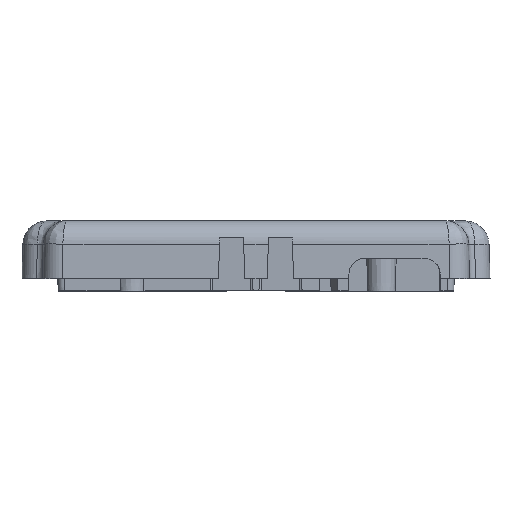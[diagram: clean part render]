
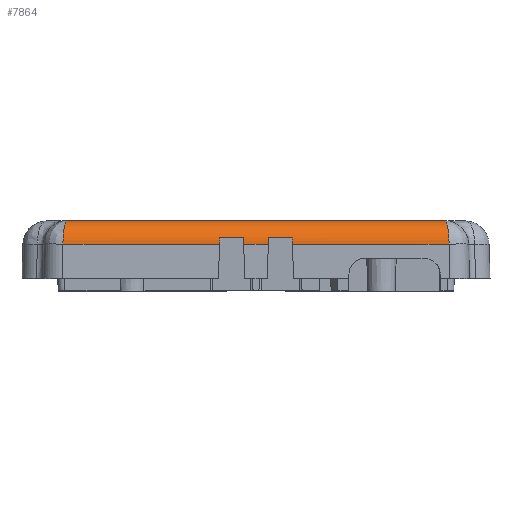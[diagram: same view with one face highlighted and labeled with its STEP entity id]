
A CAD part, top view. The second image highlights one B-rep face of the part: STEP entity #7864.
In plain terms, the highlighted cylindrical face has radius 2.95 mm (diameter 5.9 mm), a partial arc.
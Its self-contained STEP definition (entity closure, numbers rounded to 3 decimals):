
#106 = EDGE_CURVE ( 'NONE', #3602, #3385, #4330, .T. ) ;
#112 = CARTESIAN_POINT ( 'NONE',  ( 1.52, 3.283, -0.164 ) ) ;
#282 = CARTESIAN_POINT ( 'NONE',  ( 0., 2.65, -3.058 ) ) ;
#298 =( BOUNDED_CURVE ( )  B_SPLINE_CURVE ( 3, ( #3471, #6079, #2294, #988 ),
 .UNSPECIFIED., .F., .T. ) 
 B_SPLINE_CURVE_WITH_KNOTS ( ( 4, 4 ),
 ( 3.168, 4.712 ),
 .UNSPECIFIED. ) 
 CURVE ( )  GEOMETRIC_REPRESENTATION_ITEM ( )  RATIONAL_B_SPLINE_CURVE ( ( 1., 0.811, 0.811, 1. ) ) 
 REPRESENTATION_ITEM ( '' )  );
#554 = CARTESIAN_POINT ( 'NONE',  ( -23.718, 2.727, -0.109 ) ) ;
#563 = CARTESIAN_POINT ( 'NONE',  ( 23.718, 2.727, -0.109 ) ) ;
#927 = VERTEX_POINT ( 'NONE', #7050 ) ;
#988 = CARTESIAN_POINT ( 'NONE',  ( -23.169, 5.6, -3.058 ) ) ;
#994 =( BOUNDED_CURVE ( )  B_SPLINE_CURVE ( 3, ( #3814, #112, #2633, #8314 ),
 .UNSPECIFIED., .F., .T. ) 
 B_SPLINE_CURVE_WITH_KNOTS ( ( 4, 4 ),
 ( 1.261, 1.545 ),
 .UNSPECIFIED. ) 
 CURVE ( )  GEOMETRIC_REPRESENTATION_ITEM ( )  RATIONAL_B_SPLINE_CURVE ( ( 1., 0.993, 0.993, 1. ) ) 
 REPRESENTATION_ITEM ( '' )  );
#1009 = ORIENTED_EDGE ( 'NONE', *, *, #1111, .F. ) ;
#1105 =( BOUNDED_CURVE ( )  B_SPLINE_CURVE ( 3, ( #7679, #6974, #5778, #7721 ),
 .UNSPECIFIED., .F., .T. ) 
 B_SPLINE_CURVE_WITH_KNOTS ( ( 4, 4 ),
 ( 1.261, 1.545 ),
 .UNSPECIFIED. ) 
 CURVE ( )  GEOMETRIC_REPRESENTATION_ITEM ( )  RATIONAL_B_SPLINE_CURVE ( ( 1., 0.993, 0.993, 1. ) ) 
 REPRESENTATION_ITEM ( '' )  );
#1111 = EDGE_CURVE ( 'NONE', #6393, #8324, #1583, .T. ) ;
#1135 = CARTESIAN_POINT ( 'NONE',  ( -23.169, 5.6, -3.058 ) ) ;
#1189 = VERTEX_POINT ( 'NONE', #3601 ) ;
#1239 = CARTESIAN_POINT ( 'NONE',  ( 0., 2.727, -0.109 ) ) ;
#1348 = CARTESIAN_POINT ( 'NONE',  ( 4.47, 3.549, -0.249 ) ) ;
#1574 = CARTESIAN_POINT ( 'NONE',  ( 23.71, 4.419, -0.154 ) ) ;
#1583 = LINE ( 'NONE', #3472, #6053 ) ;
#1658 = EDGE_CURVE ( 'NONE', #7026, #6393, #298, .T. ) ;
#1681 = CARTESIAN_POINT ( 'NONE',  ( 4.477, 3.283, -0.164 ) ) ;
#1744 = EDGE_CURVE ( 'NONE', #3385, #4308, #6203, .T. ) ;
#1990 = DIRECTION ( 'NONE',  ( -1., 0., 0. ) ) ;
#2003 = EDGE_LOOP ( 'NONE', ( #4956, #1009, #5069, #3598, #6892, #2681, #7208, #5378, #4192, #5545, #3553, #7268 ) ) ;
#2206 = VECTOR ( 'NONE', #4945, 1000. ) ;
#2224 = CYLINDRICAL_SURFACE ( 'NONE', #8285, 2.95 ) ;
#2294 = CARTESIAN_POINT ( 'NONE',  ( -23.484, 5.6, -1.366 ) ) ;
#2511 = CARTESIAN_POINT ( 'NONE',  ( -1.52, 3.283, -0.164 ) ) ;
#2518 = EDGE_CURVE ( 'NONE', #6642, #927, #4958, .T. ) ;
#2527 = EDGE_CURVE ( 'NONE', #927, #1189, #4297, .T. ) ;
#2589 = VERTEX_POINT ( 'NONE', #563 ) ;
#2633 = CARTESIAN_POINT ( 'NONE',  ( 1.513, 3.007, -0.117 ) ) ;
#2681 = ORIENTED_EDGE ( 'NONE', *, *, #3607, .F. ) ;
#2834 = LINE ( 'NONE', #5396, #3434 ) ;
#2844 = CARTESIAN_POINT ( 'NONE',  ( 23.169, 5.6, -3.058 ) ) ;
#3384 = CARTESIAN_POINT ( 'NONE',  ( 23.484, 5.6, -1.366 ) ) ;
#3385 = VERTEX_POINT ( 'NONE', #1348 ) ;
#3402 = VERTEX_POINT ( 'NONE', #7618 ) ;
#3434 = VECTOR ( 'NONE', #4690, 1000. ) ;
#3471 = CARTESIAN_POINT ( 'NONE',  ( -23.718, 2.727, -0.109 ) ) ;
#3472 = CARTESIAN_POINT ( 'NONE',  ( 0., 5.6, -3.058 ) ) ;
#3529 = DIRECTION ( 'NONE',  ( -1., 0., 0. ) ) ;
#3547 = EDGE_CURVE ( 'NONE', #3402, #7026, #5060, .T. ) ;
#3553 = ORIENTED_EDGE ( 'NONE', *, *, #106, .F. ) ;
#3598 = ORIENTED_EDGE ( 'NONE', *, *, #3547, .F. ) ;
#3601 = CARTESIAN_POINT ( 'NONE',  ( -1.527, 3.549, -0.249 ) ) ;
#3602 = VERTEX_POINT ( 'NONE', #7251 ) ;
#3607 = EDGE_CURVE ( 'NONE', #1189, #7880, #2834, .T. ) ;
#3771 = DIRECTION ( 'NONE',  ( -1., 0., 0. ) ) ;
#3814 = CARTESIAN_POINT ( 'NONE',  ( 1.527, 3.549, -0.249 ) ) ;
#3824 = VECTOR ( 'NONE', #1990, 1000. ) ;
#3903 = EDGE_CURVE ( 'NONE', #2589, #8324, #5835, .T. ) ;
#4192 = ORIENTED_EDGE ( 'NONE', *, *, #6779, .F. ) ;
#4209 = CARTESIAN_POINT ( 'NONE',  ( 4.492, 2.727, -0.109 ) ) ;
#4297 =( BOUNDED_CURVE ( )  B_SPLINE_CURVE ( 3, ( #6259, #6093, #2511, #4490 ),
 .UNSPECIFIED., .F., .F. ) 
 B_SPLINE_CURVE_WITH_KNOTS ( ( 4, 4 ),
 ( 1.597, 1.881 ),
 .UNSPECIFIED. ) 
 CURVE ( )  GEOMETRIC_REPRESENTATION_ITEM ( )  RATIONAL_B_SPLINE_CURVE ( ( 1., 0.993, 0.993, 1. ) ) 
 REPRESENTATION_ITEM ( '' )  );
#4308 = VERTEX_POINT ( 'NONE', #7766 ) ;
#4330 =( BOUNDED_CURVE ( )  B_SPLINE_CURVE ( 3, ( #4209, #6146, #1681, #4921 ),
 .UNSPECIFIED., .F., .F. ) 
 B_SPLINE_CURVE_WITH_KNOTS ( ( 4, 4 ),
 ( 1.597, 1.881 ),
 .UNSPECIFIED. ) 
 CURVE ( )  GEOMETRIC_REPRESENTATION_ITEM ( )  RATIONAL_B_SPLINE_CURVE ( ( 1., 0.993, 0.993, 1. ) ) 
 REPRESENTATION_ITEM ( '' )  );
#4490 = CARTESIAN_POINT ( 'NONE',  ( -1.527, 3.549, -0.249 ) ) ;
#4539 = VECTOR ( 'NONE', #3771, 1000. ) ;
#4690 = DIRECTION ( 'NONE',  ( -1., 0., 0. ) ) ;
#4750 = FACE_OUTER_BOUND ( 'NONE', #2003, .T. ) ;
#4903 = VECTOR ( 'NONE', #3529, 1000. ) ;
#4921 = CARTESIAN_POINT ( 'NONE',  ( 4.47, 3.549, -0.249 ) ) ;
#4945 = DIRECTION ( 'NONE',  ( -1., 0., 0. ) ) ;
#4956 = ORIENTED_EDGE ( 'NONE', *, *, #3903, .T. ) ;
#4958 = LINE ( 'NONE', #5539, #4903 ) ;
#5060 = LINE ( 'NONE', #7625, #3824 ) ;
#5069 = ORIENTED_EDGE ( 'NONE', *, *, #1658, .F. ) ;
#5378 = ORIENTED_EDGE ( 'NONE', *, *, #2518, .F. ) ;
#5396 = CARTESIAN_POINT ( 'NONE',  ( -1.527, 3.549, -0.249 ) ) ;
#5539 = CARTESIAN_POINT ( 'NONE',  ( 0., 2.727, -0.109 ) ) ;
#5545 = ORIENTED_EDGE ( 'NONE', *, *, #1744, .F. ) ;
#5653 = LINE ( 'NONE', #1239, #4539 ) ;
#5778 = CARTESIAN_POINT ( 'NONE',  ( -4.484, 3.007, -0.117 ) ) ;
#5835 =( BOUNDED_CURVE ( )  B_SPLINE_CURVE ( 3, ( #5899, #1574, #3384, #5984 ),
 .UNSPECIFIED., .F., .F. ) 
 B_SPLINE_CURVE_WITH_KNOTS ( ( 4, 4 ),
 ( 3.168, 4.712 ),
 .UNSPECIFIED. ) 
 CURVE ( )  GEOMETRIC_REPRESENTATION_ITEM ( )  RATIONAL_B_SPLINE_CURVE ( ( 1., 0.811, 0.811, 1. ) ) 
 REPRESENTATION_ITEM ( '' )  );
#5899 = CARTESIAN_POINT ( 'NONE',  ( 23.718, 2.727, -0.109 ) ) ;
#5984 = CARTESIAN_POINT ( 'NONE',  ( 23.169, 5.6, -3.058 ) ) ;
#5996 = DIRECTION ( 'NONE',  ( 1., 0., 0. ) ) ;
#6053 = VECTOR ( 'NONE', #5996, 1000. ) ;
#6079 = CARTESIAN_POINT ( 'NONE',  ( -23.71, 4.419, -0.154 ) ) ;
#6093 = CARTESIAN_POINT ( 'NONE',  ( -1.513, 3.007, -0.117 ) ) ;
#6146 = CARTESIAN_POINT ( 'NONE',  ( 4.484, 3.007, -0.117 ) ) ;
#6176 = DIRECTION ( 'NONE',  ( 1., 0., 0. ) ) ;
#6203 = LINE ( 'NONE', #6796, #2206 ) ;
#6259 = CARTESIAN_POINT ( 'NONE',  ( -1.505, 2.727, -0.109 ) ) ;
#6393 = VERTEX_POINT ( 'NONE', #1135 ) ;
#6642 = VERTEX_POINT ( 'NONE', #7948 ) ;
#6779 = EDGE_CURVE ( 'NONE', #4308, #6642, #994, .T. ) ;
#6796 = CARTESIAN_POINT ( 'NONE',  ( 4.47, 3.549, -0.249 ) ) ;
#6892 = ORIENTED_EDGE ( 'NONE', *, *, #7578, .F. ) ;
#6974 = CARTESIAN_POINT ( 'NONE',  ( -4.477, 3.283, -0.164 ) ) ;
#7026 = VERTEX_POINT ( 'NONE', #554 ) ;
#7050 = CARTESIAN_POINT ( 'NONE',  ( -1.505, 2.727, -0.109 ) ) ;
#7208 = ORIENTED_EDGE ( 'NONE', *, *, #2527, .F. ) ;
#7251 = CARTESIAN_POINT ( 'NONE',  ( 4.492, 2.727, -0.109 ) ) ;
#7268 = ORIENTED_EDGE ( 'NONE', *, *, #8063, .F. ) ;
#7357 = DIRECTION ( 'NONE',  ( 0., 0., -1. ) ) ;
#7578 = EDGE_CURVE ( 'NONE', #7880, #3402, #1105, .T. ) ;
#7618 = CARTESIAN_POINT ( 'NONE',  ( -4.492, 2.727, -0.109 ) ) ;
#7625 = CARTESIAN_POINT ( 'NONE',  ( 0., 2.727, -0.109 ) ) ;
#7679 = CARTESIAN_POINT ( 'NONE',  ( -4.47, 3.549, -0.249 ) ) ;
#7721 = CARTESIAN_POINT ( 'NONE',  ( -4.492, 2.727, -0.109 ) ) ;
#7766 = CARTESIAN_POINT ( 'NONE',  ( 1.527, 3.549, -0.249 ) ) ;
#7864 = ADVANCED_FACE ( 'NONE', ( #4750 ), #2224, .T. ) ;
#7880 = VERTEX_POINT ( 'NONE', #8105 ) ;
#7948 = CARTESIAN_POINT ( 'NONE',  ( 1.505, 2.727, -0.109 ) ) ;
#8063 = EDGE_CURVE ( 'NONE', #2589, #3602, #5653, .T. ) ;
#8105 = CARTESIAN_POINT ( 'NONE',  ( -4.47, 3.549, -0.249 ) ) ;
#8285 = AXIS2_PLACEMENT_3D ( 'NONE', #282, #6176, #7357 ) ;
#8314 = CARTESIAN_POINT ( 'NONE',  ( 1.505, 2.727, -0.109 ) ) ;
#8324 = VERTEX_POINT ( 'NONE', #2844 ) ;
